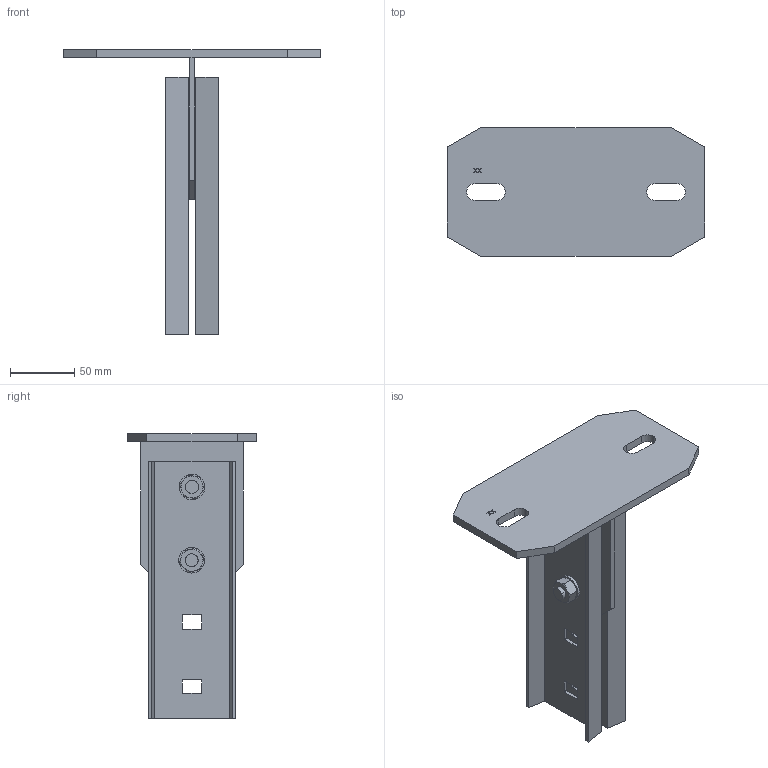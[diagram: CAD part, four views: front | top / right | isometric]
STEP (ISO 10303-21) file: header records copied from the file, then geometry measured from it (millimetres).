
FILE_DESCRIPTION((''),'2;1');
FILE_NAME('6348157_ASM','2012-08-17T',('AndreasKeweloh'),(''),'PRO/ENGINEER BY PARAMETRIC TECHNOLOGY CORPORATION, 2012130','PRO/ENGINEER BY PARAMETRIC TECHNOLOGY CORPORATION, 2012130','');
FILE_SCHEMA(('CONFIG_CONTROL_DESIGN'));
Length unit declared in the file: millimetre
Products named in the file (7): 6348157_037; 6348157_DIN_125; 6348157_ISO_4017; 6348157_HEXAGON_NUT; 6348157KTS_02; 6348157KTS_03; 6348157_ASM
Assembly tree (10 placements, depth 2):
  6348157_ASM
    6348157_037
    6348157_DIN_125  x2
    6348157_ISO_4017  x2
    6348157_HEXAGON_NUT  x2
    6348157KTS_02
    6348157KTS_03  x2
Bounding box: 200 x 100 x 221.5 mm (x, y, z)
Volume: 252293.7 mm3; surface area: 142139.6 mm2
Topology: 10 solids, 10 shells, 248 faces, 620 edges, 396 vertices
Faces by surface type: plane 140, cylinder 66, cone 32, extrusion 6, torus 4
Entity records: 5299 total; most frequent: CARTESIAN_POINT 1144, DIRECTION 831, ORIENTED_EDGE 822, EDGE_CURVE 411, AXIS2_PLACEMENT_3D 279, VECTOR 273, LINE 267, VERTEX_POINT 266
